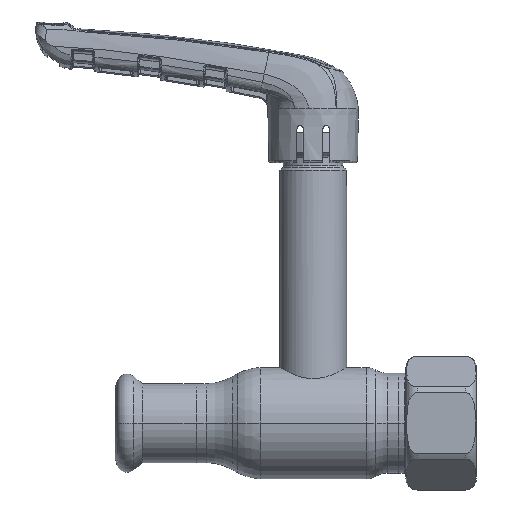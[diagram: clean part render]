
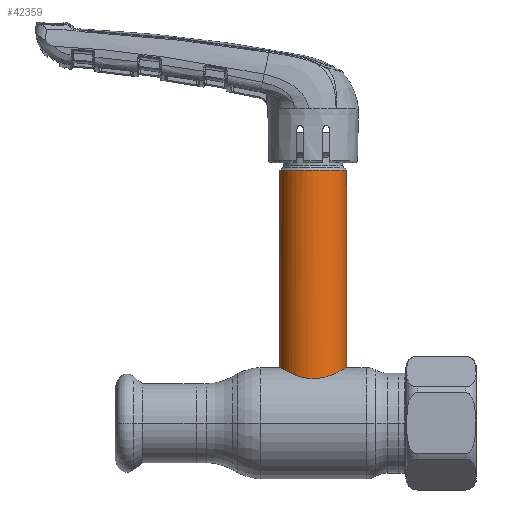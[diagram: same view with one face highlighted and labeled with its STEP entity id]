
A CAD part, top view. The second image highlights one B-rep face of the part: STEP entity #42359.
In plain terms, the highlighted cylindrical face has radius 9 mm (diameter 18 mm), a partial arc.
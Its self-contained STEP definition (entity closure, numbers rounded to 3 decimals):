
#10 = LINE ( 'NONE', #53048, #43658 ) ;
#82 = CIRCLE ( 'NONE', #9991, 9. ) ;
#153 = CARTESIAN_POINT ( 'NONE',  ( -2.387, 12.221, 8.698 ) ) ;
#352 = CARTESIAN_POINT ( 'NONE',  ( 8.059, 14.454, 4.05 ) ) ;
#2440 = AXIS2_PLACEMENT_3D ( 'NONE', #45293, #15954, #11035 ) ;
#4210 = CARTESIAN_POINT ( 'NONE',  ( 3.763, 12.574, 8.181 ) ) ;
#4862 = CARTESIAN_POINT ( 'NONE',  ( 4.789, 12.918, 7.626 ) ) ;
#5815 = ORIENTED_EDGE ( 'NONE', *, *, #44172, .T. ) ;
#7891 = CARTESIAN_POINT ( 'NONE',  ( 0., 68.119, 0. ) ) ;
#8101 = CARTESIAN_POINT ( 'NONE',  ( -8.938, 14.963, 1.209 ) ) ;
#8169 = ORIENTED_EDGE ( 'NONE', *, *, #27702, .T. ) ;
#8726 = CARTESIAN_POINT ( 'NONE',  ( -8.06, 14.454, 4.048 ) ) ;
#9366 = CARTESIAN_POINT ( 'NONE',  ( 9., 15., 0.305 ) ) ;
#9787 = CARTESIAN_POINT ( 'NONE',  ( 6.56, 13.675, 6.169 ) ) ;
#9991 = AXIS2_PLACEMENT_3D ( 'NONE', #7891, #47310, #61365 ) ;
#9993 = CARTESIAN_POINT ( 'NONE',  ( 6.756, 13.77, 5.953 ) ) ;
#11035 = DIRECTION ( 'NONE',  ( -1., 0., 0. ) ) ;
#12591 = EDGE_CURVE ( 'NONE', #14673, #23398, #37285, .T. ) ;
#13245 = CARTESIAN_POINT ( 'NONE',  ( -7.126, 13.954, 5.528 ) ) ;
#13674 = CARTESIAN_POINT ( 'NONE',  ( -5.937, 13.387, 6.77 ) ) ;
#13789 = EDGE_LOOP ( 'NONE', ( #22697, #5815, #8169, #30020 ) ) ;
#14314 = CARTESIAN_POINT ( 'NONE',  ( 2.086, 12.176, 8.76 ) ) ;
#14537 = CARTESIAN_POINT ( 'NONE',  ( 2.378, 12.23, 8.685 ) ) ;
#14673 = VERTEX_POINT ( 'NONE', #47834 ) ;
#14951 = CARTESIAN_POINT ( 'NONE',  ( 9., 15., 0. ) ) ;
#15954 = DIRECTION ( 'NONE',  ( 0., -1., 0. ) ) ;
#18199 = CARTESIAN_POINT ( 'NONE',  ( -6.15, 13.483, 6.577 ) ) ;
#18614 = CARTESIAN_POINT ( 'NONE',  ( -5.259, 13.1, 7.309 ) ) ;
#19250 = CARTESIAN_POINT ( 'NONE',  ( 8.984, 14.991, 0.611 ) ) ;
#21425 = CARTESIAN_POINT ( 'NONE',  ( -9., 0., 0. ) ) ;
#22697 = ORIENTED_EDGE ( 'NONE', *, *, #49569, .F. ) ;
#23398 = VERTEX_POINT ( 'NONE', #43662 ) ;
#23491 = CARTESIAN_POINT ( 'NONE',  ( -4.037, 12.65, 8.065 ) ) ;
#24123 = CARTESIAN_POINT ( 'NONE',  ( 3.223, 12.423, 8.408 ) ) ;
#24341 = CARTESIAN_POINT ( 'NONE',  ( 5.948, 13.389, 6.778 ) ) ;
#27702 = EDGE_CURVE ( 'NONE', #58184, #14673, #60138, .T. ) ;
#28041 = CARTESIAN_POINT ( 'NONE',  ( -8.519, 14.715, 2.961 ) ) ;
#28681 = CARTESIAN_POINT ( 'NONE',  ( -9., 15., 0.611 ) ) ;
#28901 = CARTESIAN_POINT ( 'NONE',  ( 0.606, 12., 9. ) ) ;
#29108 = CARTESIAN_POINT ( 'NONE',  ( 8.923, 14.954, 1.21 ) ) ;
#29325 = CARTESIAN_POINT ( 'NONE',  ( -0.613, 12.012, 8.984 ) ) ;
#29741 = CARTESIAN_POINT ( 'NONE',  ( 7.124, 13.954, 5.508 ) ) ;
#30020 = ORIENTED_EDGE ( 'NONE', *, *, #12591, .T. ) ;
#31362 = CARTESIAN_POINT ( 'NONE',  ( -9., 68.119, 0. ) ) ;
#33168 = CARTESIAN_POINT ( 'NONE',  ( -9., 15., 0. ) ) ;
#33823 = CARTESIAN_POINT ( 'NONE',  ( 8.759, 14.857, 2.09 ) ) ;
#34024 = CARTESIAN_POINT ( 'NONE',  ( 5.507, 13.196, 7.142 ) ) ;
#34234 = CARTESIAN_POINT ( 'NONE',  ( 4.539, 12.827, 7.777 ) ) ;
#36347 = CYLINDRICAL_SURFACE ( 'NONE', #2440, 9. ) ;
#37285 = B_SPLINE_CURVE_WITH_KNOTS ( 'NONE', 3,
 ( #33168, #28681, #8101, #38095, #28041, #8726, #43007, #13245, #62231, #18199, #13674, #47943, #18614, #52864, #23491, #44081, #153, #39151, #58586, #29325, #39354, #28901, #59010, #14314, #14537, #53504, #24123, #4210, #58168, #34234, #4862, #34024, #24341, #9787, #9993, #29741, #63493, #43654, #352, #63079, #53706, #48589, #33823, #44292, #29108, #19250, #9366, #14951 ),
 .UNSPECIFIED., .F., .F.,
 ( 4, 2, 2, 2, 2, 2, 2, 2, 2, 2, 2, 2, 2, 2, 2, 2, 2, 2, 2, 2, 2, 2, 2, 4 ),
 ( 0., 0.002, 0.004, 0.005, 0.007, 0.008, 0.009, 0.011, 0.013, 0.014, 0.014, 0.016, 0.017, 0.018, 0.019, 0.02, 0.022, 0.023, 0.023, 0.025, 0.026, 0.027, 0.028, 0.029 ),
 .UNSPECIFIED. ) ;
#38095 = CARTESIAN_POINT ( 'NONE',  ( -8.7, 14.821, 2.382 ) ) ;
#39151 = CARTESIAN_POINT ( 'NONE',  ( -1.509, 12.091, 8.878 ) ) ;
#39354 = CARTESIAN_POINT ( 'NONE',  ( -0.308, 12., 9. ) ) ;
#41142 = DIRECTION ( 'NONE',  ( 0., -1., 0. ) ) ;
#42359 = ADVANCED_FACE ( 'NONE', ( #49407 ), #36347, .T. ) ;
#43007 = CARTESIAN_POINT ( 'NONE',  ( -7.781, 14.299, 4.56 ) ) ;
#43654 = CARTESIAN_POINT ( 'NONE',  ( 7.781, 14.299, 4.56 ) ) ;
#43658 = VECTOR ( 'NONE', #62831, 1000. ) ;
#43662 = CARTESIAN_POINT ( 'NONE',  ( 9., 15., 0. ) ) ;
#44081 = CARTESIAN_POINT ( 'NONE',  ( -2.963, 12.35, 8.518 ) ) ;
#44172 = EDGE_CURVE ( 'NONE', #52523, #58184, #82, .T. ) ;
#44292 = CARTESIAN_POINT ( 'NONE',  ( 8.878, 14.927, 1.506 ) ) ;
#45293 = CARTESIAN_POINT ( 'NONE',  ( 0., 0., 0. ) ) ;
#47176 = VECTOR ( 'NONE', #41142, 1000. ) ;
#47310 = DIRECTION ( 'NONE',  ( 0., -1., 0. ) ) ;
#47834 = CARTESIAN_POINT ( 'NONE',  ( -9., 15., 0. ) ) ;
#47943 = CARTESIAN_POINT ( 'NONE',  ( -5.492, 13.196, 7.136 ) ) ;
#48589 = CARTESIAN_POINT ( 'NONE',  ( 8.685, 14.813, 2.378 ) ) ;
#48652 = CARTESIAN_POINT ( 'NONE',  ( 9., 68.119, 0. ) ) ;
#49407 = FACE_OUTER_BOUND ( 'NONE', #13789, .T. ) ;
#49569 = EDGE_CURVE ( 'NONE', #52523, #23398, #10, .T. ) ;
#52523 = VERTEX_POINT ( 'NONE', #48652 ) ;
#52864 = CARTESIAN_POINT ( 'NONE',  ( -4.543, 12.824, 7.791 ) ) ;
#53048 = CARTESIAN_POINT ( 'NONE',  ( 9., 0., 0. ) ) ;
#53504 = CARTESIAN_POINT ( 'NONE',  ( 2.947, 12.353, 8.509 ) ) ;
#53706 = CARTESIAN_POINT ( 'NONE',  ( 8.509, 14.711, 2.947 ) ) ;
#58168 = CARTESIAN_POINT ( 'NONE',  ( 4.026, 12.655, 8.055 ) ) ;
#58184 = VERTEX_POINT ( 'NONE', #31362 ) ;
#58586 = CARTESIAN_POINT ( 'NONE',  ( -1.213, 12.057, 8.923 ) ) ;
#59010 = CARTESIAN_POINT ( 'NONE',  ( 1.205, 12.046, 8.939 ) ) ;
#60138 = LINE ( 'NONE', #21425, #47176 ) ;
#61365 = DIRECTION ( 'NONE',  ( -1., 0., 0. ) ) ;
#62231 = CARTESIAN_POINT ( 'NONE',  ( -6.758, 13.768, 5.971 ) ) ;
#62831 = DIRECTION ( 'NONE',  ( 0., -1., 0. ) ) ;
#63079 = CARTESIAN_POINT ( 'NONE',  ( 8.406, 14.651, 3.229 ) ) ;
#63493 = CARTESIAN_POINT ( 'NONE',  ( 7.296, 14.043, 5.277 ) ) ;
